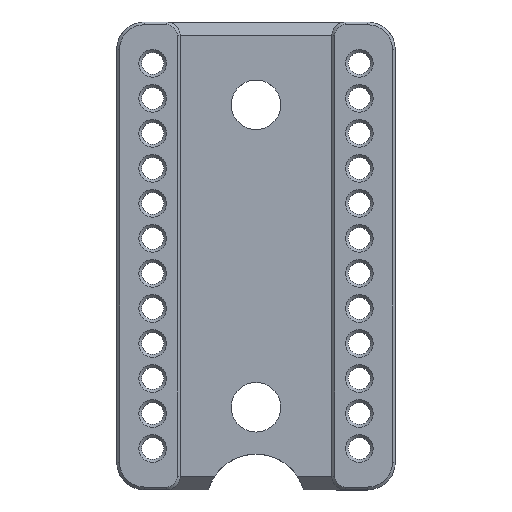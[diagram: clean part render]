
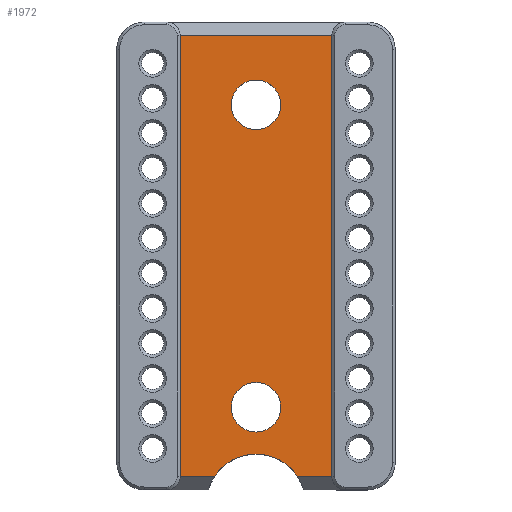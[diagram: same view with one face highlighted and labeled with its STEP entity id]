
A CAD part, top view. The second image highlights one B-rep face of the part: STEP entity #1972.
In plain terms, the highlighted planar face has unit normal (0, 0, 1).
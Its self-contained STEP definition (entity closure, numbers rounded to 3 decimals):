
#84=FACE_BOUND('',#603,.T.);
#85=FACE_BOUND('',#604,.T.);
#119=LINE('',#3122,#273);
#123=LINE('',#3131,#277);
#127=LINE('',#3140,#281);
#129=LINE('',#3144,#283);
#130=LINE('',#3145,#284);
#273=VECTOR('',#2442,10.);
#277=VECTOR('',#2448,10.);
#281=VECTOR('',#2454,10.);
#283=VECTOR('',#2460,10.);
#284=VECTOR('',#2461,10.);
#423=PLANE('',#2141);
#453=FACE_OUTER_BOUND('',#602,.T.);
#602=EDGE_LOOP('',(#1385,#1386,#1387,#1388,#1389,#1390));
#603=EDGE_LOOP('',(#1391));
#604=EDGE_LOOP('',(#1392));
#777=CIRCLE('',#2142,3.6);
#778=CIRCLE('',#2143,1.8);
#779=CIRCLE('',#2144,1.8);
#913=VERTEX_POINT('',#3119);
#914=VERTEX_POINT('',#3121);
#917=VERTEX_POINT('',#3128);
#918=VERTEX_POINT('',#3130);
#921=VERTEX_POINT('',#3137);
#922=VERTEX_POINT('',#3139);
#923=VERTEX_POINT('',#3146);
#924=VERTEX_POINT('',#3148);
#1083=EDGE_CURVE('',#914,#913,#119,.T.);
#1087=EDGE_CURVE('',#918,#917,#123,.T.);
#1091=EDGE_CURVE('',#922,#921,#127,.T.);
#1093=EDGE_CURVE('',#913,#922,#777,.T.);
#1094=EDGE_CURVE('',#918,#921,#129,.T.);
#1095=EDGE_CURVE('',#914,#917,#130,.T.);
#1096=EDGE_CURVE('',#923,#923,#778,.T.);
#1097=EDGE_CURVE('',#924,#924,#779,.T.);
#1385=ORIENTED_EDGE('',*,*,#1093,.T.);
#1386=ORIENTED_EDGE('',*,*,#1091,.T.);
#1387=ORIENTED_EDGE('',*,*,#1094,.F.);
#1388=ORIENTED_EDGE('',*,*,#1087,.T.);
#1389=ORIENTED_EDGE('',*,*,#1095,.F.);
#1390=ORIENTED_EDGE('',*,*,#1083,.T.);
#1391=ORIENTED_EDGE('',*,*,#1096,.T.);
#1392=ORIENTED_EDGE('',*,*,#1097,.T.);
#1972=ADVANCED_FACE('',(#453,#84,#85),#423,.F.);
#2141=AXIS2_PLACEMENT_3D('',#3142,#2456,#2457);
#2142=AXIS2_PLACEMENT_3D('',#3143,#2458,#2459);
#2143=AXIS2_PLACEMENT_3D('',#3147,#2462,#2463);
#2144=AXIS2_PLACEMENT_3D('',#3149,#2464,#2465);
#2442=DIRECTION('',(1.,0.,0.));
#2448=DIRECTION('',(-1.,0.,0.));
#2454=DIRECTION('',(1.,0.,0.));
#2456=DIRECTION('center_axis',(0.,0.,
-1.));
#2457=DIRECTION('ref_axis',(0.,1.,0.));
#2458=DIRECTION('center_axis',(0.,0.,
-1.));
#2459=DIRECTION('ref_axis',(1.,0.,0.));
#2460=DIRECTION('',(0.,-1.,0.));
#2461=DIRECTION('',(0.,1.,0.));
#2462=DIRECTION('center_axis',(0.,0.,
-1.));
#2463=DIRECTION('ref_axis',(-1.,0.,0.));
#2464=DIRECTION('center_axis',(0.,0.,
-1.));
#2465=DIRECTION('ref_axis',(-1.,0.,0.));
#3119=CARTESIAN_POINT('',(-16.851,0.872,-388.654));
#3121=CARTESIAN_POINT('',(-19.358,0.872,-388.654));
#3122=CARTESIAN_POINT('',(-18.908,0.872,-388.654));
#3128=CARTESIAN_POINT('',(-19.358,32.812,-388.654));
#3130=CARTESIAN_POINT('',(-8.358,32.812,-388.654));
#3131=CARTESIAN_POINT('',(-8.808,32.812,-388.654));
#3137=CARTESIAN_POINT('',(-8.358,0.872,-388.654));
#3139=CARTESIAN_POINT('',(-10.865,0.872,-388.654));
#3140=CARTESIAN_POINT('',(-18.908,0.872,-388.654));
#3142=CARTESIAN_POINT('Origin',(-13.858,16.842,-388.654));
#3143=CARTESIAN_POINT('Origin',(-13.858,-1.128,-388.654));
#3144=CARTESIAN_POINT('',(-8.358,24.227,-388.654));
#3145=CARTESIAN_POINT('',(-19.358,9.457,-388.654));
#3146=CARTESIAN_POINT('',(-12.058,27.812,-388.654));
#3147=CARTESIAN_POINT('Origin',(-13.858,27.812,-388.654));
#3148=CARTESIAN_POINT('',(-12.058,5.872,-388.654));
#3149=CARTESIAN_POINT('Origin',(-13.858,5.872,-388.654));
